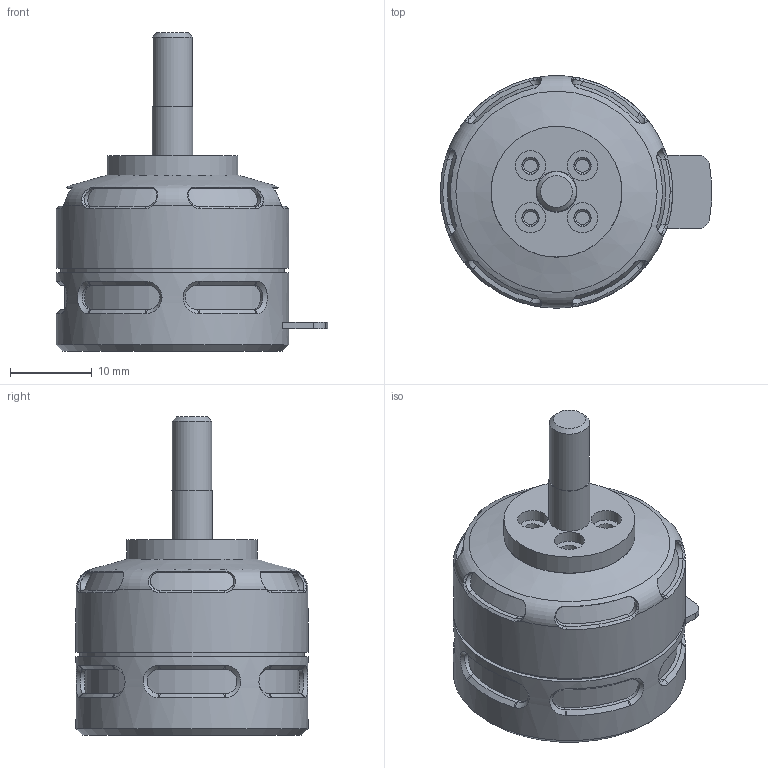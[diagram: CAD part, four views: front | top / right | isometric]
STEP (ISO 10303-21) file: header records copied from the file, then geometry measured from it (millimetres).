
FILE_DESCRIPTION(/* description */ (''),/* implementation_level */ '2;1');
FILE_NAME(/* name */ 'IQ2306 Distributable v11.step',/* time_stamp */ '2019-12-02T00:25:13-05:00',/* author */ (''),/* organization */ (''),/* preprocessor_version */ 'ST-DEVELOPER v18',/* originating_system */ 'Autodesk Translation Framework v8.12.0.6',/* authorisation */ '');
FILE_SCHEMA (('AUTOMOTIVE_DESIGN { 1 0 10303 214 3 1 1 }'));
Length unit declared in the file: millimetre
Products named in the file (3): IQ2306 Distributable; IQ2306 Prop Adapter; IQ2306 Simplified
Assembly tree (2 placements, depth 2):
  IQ2306 Distributable
    IQ2306 Prop Adapter
    IQ2306 Simplified
Bounding box: 33.17 x 28.4 x 38.9 mm (x, y, z)
Volume: 13280.9 mm3; surface area: 4488.5 mm2
Topology: 2 solids, 2 shells, 310 faces, 862 edges, 582 vertices
Faces by surface type: bspline 174, cylinder 58, plane 51, cone 25, torus 2
Full cylindrical faces by diameter (mm): 1.623 x4, 2 x2, 2.1 x4, 2.6 x4, 3.15 x4, 3.7 x4, 4.901 x1, 5 x1, 16 x1, 27.4 x1, 28.4 x2
Entity records: 20449 total; most frequent: CARTESIAN_POINT 13340, ORIENTED_EDGE 1722, DIRECTION 1030, EDGE_CURVE 861, VERTEX_POINT 582, AXIS2_PLACEMENT_3D 371, EDGE_LOOP 345, B_SPLINE_CURVE_WITH_KNOTS 343
